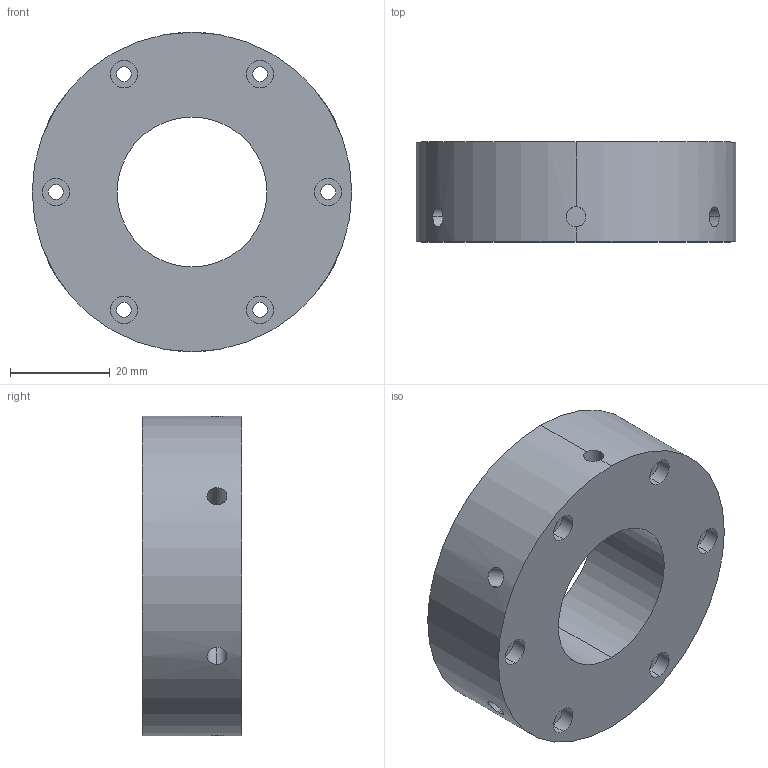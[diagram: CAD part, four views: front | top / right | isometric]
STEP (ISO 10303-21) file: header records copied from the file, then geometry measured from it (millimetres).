
FILE_DESCRIPTION (( 'STEP AP203' ), '1' );
FILE_NAME ('fsa60_43e_output.STEP', '2024-11-29T14:43:29', ( '' ), ( '' ), 'SwSTEP 2.0', 'SolidWorks 2021', '' );
FILE_SCHEMA (( 'CONFIG_CONTROL_DESIGN' ));
Length unit declared in the file: millimetre
Products named in the file (1): fsa60_43e_output
Bounding box: 64 x 20 x 64 mm (x, y, z)
Volume: 48019.4 mm3; surface area: 13056.4 mm2
Topology: 1 solids, 1 shells, 72 faces, 162 edges, 108 vertices
Faces by surface type: cylinder 52, plane 20
Entity records: 2471 total; most frequent: CARTESIAN_POINT 683, DIRECTION 384, ORIENTED_EDGE 324, AXIS2_PLACEMENT_3D 165, EDGE_CURVE 162, VERTEX_POINT 108, EDGE_LOOP 102, CIRCLE 92
